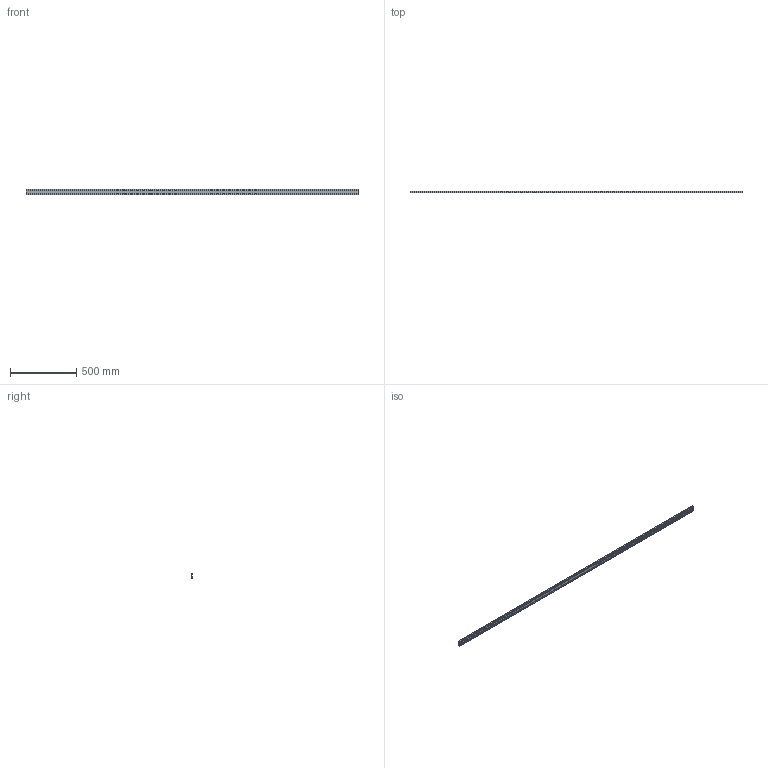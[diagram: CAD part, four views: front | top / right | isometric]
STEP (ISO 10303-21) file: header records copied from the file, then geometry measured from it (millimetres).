
FILE_DESCRIPTION (( 'STEP AP214' ), '1' );
FILE_NAME ('AL_0011-PRO-S-E-2500-Drain.STEP', '2023-10-18T11:18:27', ( '' ), ( '' ), 'SwSTEP 2.0', 'SolidWorks 2019', '' );
FILE_SCHEMA (( 'AUTOMOTIVE_DESIGN' ));
Length unit declared in the file: millimetre
Products named in the file (1): AL_0011-PRO-S-E-2500-Drain
Bounding box: 2500 x 10.7 x 45 mm (x, y, z)
Volume: 753878.4 mm3; surface area: 312098.7 mm2
Topology: 1 solids, 1 shells, 35 faces, 99 edges, 66 vertices
Faces by surface type: plane 25, cylinder 10
Entity records: 1167 total; most frequent: CARTESIAN_POINT 201, ORIENTED_EDGE 198, DIRECTION 191, EDGE_CURVE 99, VECTOR 79, LINE 79, VERTEX_POINT 66, AXIS2_PLACEMENT_3D 56
